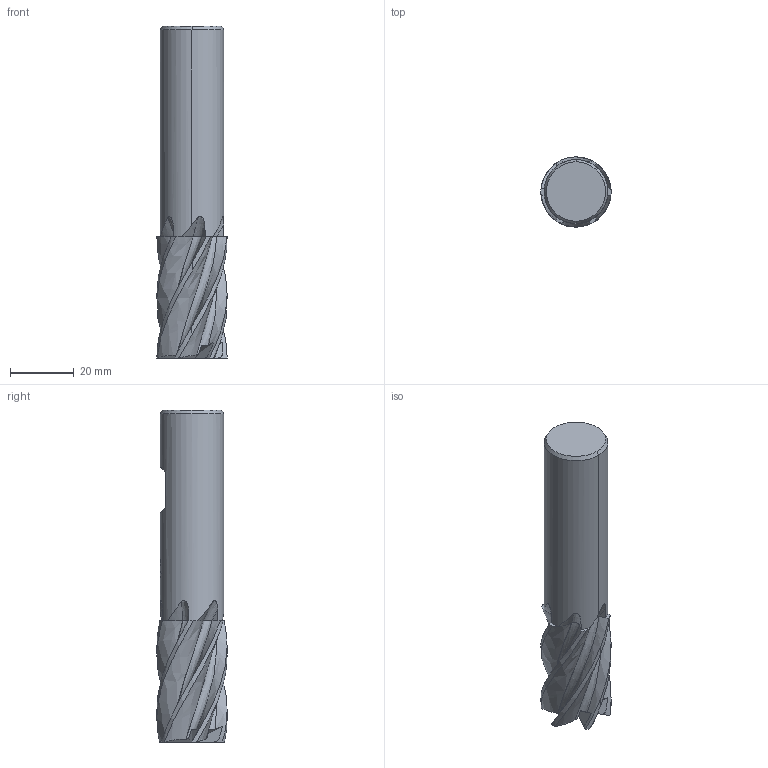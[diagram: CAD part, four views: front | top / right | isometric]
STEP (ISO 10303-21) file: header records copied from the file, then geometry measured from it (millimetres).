
FILE_DESCRIPTION(('no description'),'unknown implementation level');
FILE_NAME('solidyGNRgxFOc1CUBMx8v4RJpU_J16c_1.STP',' ',('CIM GmbH Aachen'),('CADClick - KiM GmbH - www.kimweb.de'),'unknown preprocess','ACIS','unknown authorization');
FILE_SCHEMA(('automotive_design'));
Length unit declared in the file: millimetre
Products named in the file (1): 1
Bounding box: 22 x 22 x 104 mm (x, y, z)
Volume: 28583.9 mm3; surface area: 8418.2 mm2
Topology: 1 solids, 1 shells, 128 faces, 340 edges, 213 vertices
Faces by surface type: plane 65, bspline 24, revolution 18, cone 12, cylinder 9
Entity records: 15267 total; most frequent: CARTESIAN_POINT 8625, STYLED_ITEM 682, PRESENTATION_STYLE_ASSIGNMENT 682, COLOUR_RGB 682, ORIENTED_EDGE 680, DIRECTION 453, EDGE_CURVE 340, CURVE_STYLE 340
